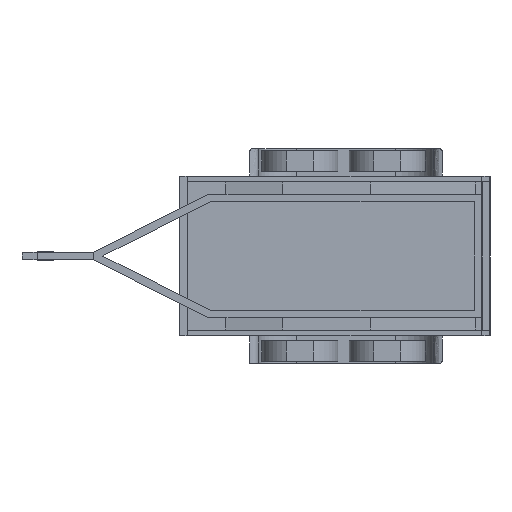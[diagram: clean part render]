
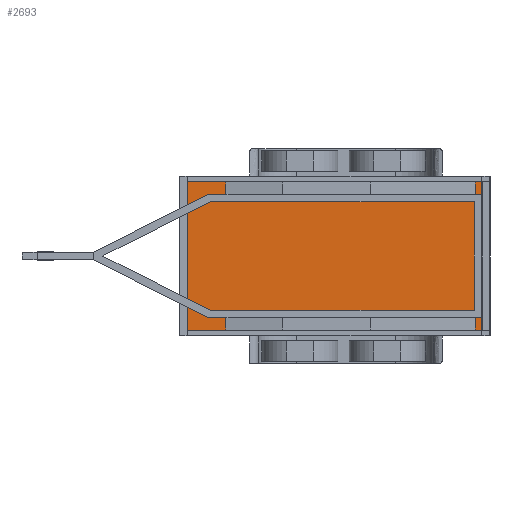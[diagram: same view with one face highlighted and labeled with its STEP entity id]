
A CAD part, front view. The second image highlights one B-rep face of the part: STEP entity #2693.
In plain terms, the highlighted free-form (B-spline) face has degree [1, 1] with [2, 2] control points.
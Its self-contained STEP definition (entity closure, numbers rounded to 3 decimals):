
#1010 = VERTEX_POINT('',#1011);
#1011 = CARTESIAN_POINT('',(-484.23,-353.611,
    -754.625));
#1017 = EDGE_CURVE('',#1010,#1018,#1020,.T.);
#1018 = VERTEX_POINT('',#1019);
#1019 = CARTESIAN_POINT('',(-484.23,-353.611,
    -754.368));
#1020 = B_SPLINE_CURVE_WITH_KNOTS('',1,(#1021,#1022),.UNSPECIFIED.,.F.,
  .F.,(2,2),(-0.218,0.),.PIECEWISE_BEZIER_KNOTS.);
#1021 = CARTESIAN_POINT('',(-484.23,-353.611,
    -754.625));
#1022 = CARTESIAN_POINT('',(-484.23,-353.611,
    -754.368));
#2148 = VERTEX_POINT('',#2149);
#2149 = CARTESIAN_POINT('',(-2153.445,-353.611,
    754.368));
#2165 = VERTEX_POINT('',#2166);
#2166 = CARTESIAN_POINT('',(-2234.811,-353.611,
    754.368));
#2172 = EDGE_CURVE('',#2165,#2148,#2173,.T.);
#2173 = B_SPLINE_CURVE_WITH_KNOTS('',1,(#2174,#2175),.UNSPECIFIED.,.F.,
  .F.,(2,2),(-1895.884,-1826.858),
  .PIECEWISE_BEZIER_KNOTS.);
#2174 = CARTESIAN_POINT('',(-2234.811,-353.611,
    754.368));
#2175 = CARTESIAN_POINT('',(-2153.445,-353.611,
    754.368));
#2188 = VERTEX_POINT('',#2189);
#2189 = CARTESIAN_POINT('',(-484.23,-353.611,
    754.368));
#2203 = VERTEX_POINT('',#2204);
#2204 = CARTESIAN_POINT('',(-562.327,-353.611,
    754.368));
#2210 = EDGE_CURVE('',#2203,#2188,#2211,.T.);
#2211 = B_SPLINE_CURVE_WITH_KNOTS('',1,(#2212,#2213),.UNSPECIFIED.,.F.,
  .F.,(2,2),(-477.046,-410.793),.PIECEWISE_BEZIER_KNOTS.);
#2212 = CARTESIAN_POINT('',(-562.327,-353.611,
    754.368));
#2213 = CARTESIAN_POINT('',(-484.23,-353.611,
    754.368));
#2298 = EDGE_CURVE('',#2299,#2203,#2301,.T.);
#2299 = VERTEX_POINT('',#2300);
#2300 = CARTESIAN_POINT('',(-562.327,-353.611,
    754.625));
#2301 = B_SPLINE_CURVE_WITH_KNOTS('',1,(#2302,#2303),.UNSPECIFIED.,.F.,
  .F.,(2,2),(-0.218,-0.),.PIECEWISE_BEZIER_KNOTS.);
#2302 = CARTESIAN_POINT('',(-562.327,-353.611,
    754.625));
#2303 = CARTESIAN_POINT('',(-562.327,-353.611,
    754.368));
#2371 = VERTEX_POINT('',#2372);
#2372 = CARTESIAN_POINT('',(-2153.445,-353.611,
    754.625));
#2378 = EDGE_CURVE('',#2148,#2371,#2379,.T.);
#2379 = B_SPLINE_CURVE_WITH_KNOTS('',1,(#2380,#2381),.UNSPECIFIED.,.F.,
  .F.,(2,2),(0.,0.218),.PIECEWISE_BEZIER_KNOTS.);
#2380 = CARTESIAN_POINT('',(-2153.445,-353.611,
    754.368));
#2381 = CARTESIAN_POINT('',(-2153.445,-353.611,
    754.625));
#2491 = VERTEX_POINT('',#2492);
#2492 = CARTESIAN_POINT('',(-2234.811,-353.611,
    754.625));
#2498 = EDGE_CURVE('',#2165,#2491,#2499,.T.);
#2499 = B_SPLINE_CURVE_WITH_KNOTS('',1,(#2500,#2501),.UNSPECIFIED.,.F.,
  .F.,(2,2),(0.,0.218),.PIECEWISE_BEZIER_KNOTS.);
#2500 = CARTESIAN_POINT('',(-2234.811,-353.611,
    754.368));
#2501 = CARTESIAN_POINT('',(-2234.811,-353.611,
    754.625));
#2563 = EDGE_CURVE('',#2564,#2188,#2566,.T.);
#2564 = VERTEX_POINT('',#2565);
#2565 = CARTESIAN_POINT('',(-484.23,-353.611,
    754.625));
#2566 = B_SPLINE_CURVE_WITH_KNOTS('',1,(#2567,#2568),.UNSPECIFIED.,.F.,
  .F.,(2,2),(-0.218,-0.),.PIECEWISE_BEZIER_KNOTS.);
#2567 = CARTESIAN_POINT('',(-484.23,-353.611,
    754.625));
#2568 = CARTESIAN_POINT('',(-484.23,-353.611,
    754.368));
#2684 = EDGE_CURVE('',#2371,#2299,#2685,.T.);
#2685 = B_SPLINE_CURVE_WITH_KNOTS('',1,(#2686,#2687),.UNSPECIFIED.,.F.,
  .F.,(2,2),(660.639,2010.451),
  .PIECEWISE_BEZIER_KNOTS.);
#2686 = CARTESIAN_POINT('',(-2153.445,-353.611,
    754.625));
#2687 = CARTESIAN_POINT('',(-562.327,-353.611,
    754.625));
#2693 = ADVANCED_FACE('',(#2694),#2784,.T.);
#2694 = FACE_BOUND('',#2695,.T.);
#2695 = EDGE_LOOP('',(#2696,#2697,#2698,#2699,#2706,#2713,#2720,#2727,
    #2734,#2741,#2748,#2755,#2760,#2761,#2768,#2775,#2780,#2781,#2782,
    #2783));
#2696 = ORIENTED_EDGE('',*,*,#2378,.F.);
#2697 = ORIENTED_EDGE('',*,*,#2172,.F.);
#2698 = ORIENTED_EDGE('',*,*,#2498,.T.);
#2699 = ORIENTED_EDGE('',*,*,#2700,.F.);
#2700 = EDGE_CURVE('',#2701,#2491,#2703,.T.);
#2701 = VERTEX_POINT('',#2702);
#2702 = CARTESIAN_POINT('',(-2932.186,-353.611,
    754.625));
#2703 = B_SPLINE_CURVE_WITH_KNOTS('',1,(#2704,#2705),.UNSPECIFIED.,.F.,
  .F.,(2,2),(0.,591.613),.PIECEWISE_BEZIER_KNOTS.);
#2704 = CARTESIAN_POINT('',(-2932.186,-353.611,
    754.625));
#2705 = CARTESIAN_POINT('',(-2234.811,-353.611,
    754.625));
#2706 = ORIENTED_EDGE('',*,*,#2707,.F.);
#2707 = EDGE_CURVE('',#2708,#2701,#2710,.T.);
#2708 = VERTEX_POINT('',#2709);
#2709 = CARTESIAN_POINT('',(-2932.186,-353.611,
    -754.625));
#2710 = B_SPLINE_CURVE_WITH_KNOTS('',1,(#2711,#2712),.UNSPECIFIED.,.F.,
  .F.,(2,2),(1865.388,3145.748),
  .PIECEWISE_BEZIER_KNOTS.);
#2711 = CARTESIAN_POINT('',(-2932.186,-353.611,
    -754.625));
#2712 = CARTESIAN_POINT('',(-2932.186,-353.611,
    754.625));
#2713 = ORIENTED_EDGE('',*,*,#2714,.T.);
#2714 = EDGE_CURVE('',#2708,#2715,#2717,.T.);
#2715 = VERTEX_POINT('',#2716);
#2716 = CARTESIAN_POINT('',(-2234.811,-353.611,
    -754.625));
#2717 = B_SPLINE_CURVE_WITH_KNOTS('',1,(#2718,#2719),.UNSPECIFIED.,.F.,
  .F.,(2,2),(0.,591.613),.PIECEWISE_BEZIER_KNOTS.);
#2718 = CARTESIAN_POINT('',(-2932.186,-353.611,
    -754.625));
#2719 = CARTESIAN_POINT('',(-2234.811,-353.611,
    -754.625));
#2720 = ORIENTED_EDGE('',*,*,#2721,.F.);
#2721 = EDGE_CURVE('',#2722,#2715,#2724,.T.);
#2722 = VERTEX_POINT('',#2723);
#2723 = CARTESIAN_POINT('',(-2234.811,-353.611,
    -754.368));
#2724 = B_SPLINE_CURVE_WITH_KNOTS('',1,(#2725,#2726),.UNSPECIFIED.,.F.,
  .F.,(2,2),(0.,0.218),.PIECEWISE_BEZIER_KNOTS.);
#2725 = CARTESIAN_POINT('',(-2234.811,-353.611,
    -754.368));
#2726 = CARTESIAN_POINT('',(-2234.811,-353.611,
    -754.625));
#2727 = ORIENTED_EDGE('',*,*,#2728,.T.);
#2728 = EDGE_CURVE('',#2722,#2729,#2731,.T.);
#2729 = VERTEX_POINT('',#2730);
#2730 = CARTESIAN_POINT('',(-2153.445,-353.611,
    -754.368));
#2731 = B_SPLINE_CURVE_WITH_KNOTS('',1,(#2732,#2733),.UNSPECIFIED.,.F.,
  .F.,(2,2),(-1895.884,-1826.858),
  .PIECEWISE_BEZIER_KNOTS.);
#2732 = CARTESIAN_POINT('',(-2234.811,-353.611,
    -754.368));
#2733 = CARTESIAN_POINT('',(-2153.445,-353.611,
    -754.368));
#2734 = ORIENTED_EDGE('',*,*,#2735,.T.);
#2735 = EDGE_CURVE('',#2729,#2736,#2738,.T.);
#2736 = VERTEX_POINT('',#2737);
#2737 = CARTESIAN_POINT('',(-2153.445,-353.611,
    -754.625));
#2738 = B_SPLINE_CURVE_WITH_KNOTS('',1,(#2739,#2740),.UNSPECIFIED.,.F.,
  .F.,(2,2),(0.,0.218),.PIECEWISE_BEZIER_KNOTS.);
#2739 = CARTESIAN_POINT('',(-2153.445,-353.611,
    -754.368));
#2740 = CARTESIAN_POINT('',(-2153.445,-353.611,
    -754.625));
#2741 = ORIENTED_EDGE('',*,*,#2742,.T.);
#2742 = EDGE_CURVE('',#2736,#2743,#2745,.T.);
#2743 = VERTEX_POINT('',#2744);
#2744 = CARTESIAN_POINT('',(-562.327,-353.611,
    -754.625));
#2745 = B_SPLINE_CURVE_WITH_KNOTS('',1,(#2746,#2747),.UNSPECIFIED.,.F.,
  .F.,(2,2),(660.639,2010.451),
  .PIECEWISE_BEZIER_KNOTS.);
#2746 = CARTESIAN_POINT('',(-2153.445,-353.611,
    -754.625));
#2747 = CARTESIAN_POINT('',(-562.327,-353.611,
    -754.625));
#2748 = ORIENTED_EDGE('',*,*,#2749,.T.);
#2749 = EDGE_CURVE('',#2743,#2750,#2752,.T.);
#2750 = VERTEX_POINT('',#2751);
#2751 = CARTESIAN_POINT('',(-562.327,-353.611,
    -754.368));
#2752 = B_SPLINE_CURVE_WITH_KNOTS('',1,(#2753,#2754),.UNSPECIFIED.,.F.,
  .F.,(2,2),(-0.218,0.),.PIECEWISE_BEZIER_KNOTS.);
#2753 = CARTESIAN_POINT('',(-562.327,-353.611,
    -754.625));
#2754 = CARTESIAN_POINT('',(-562.327,-353.611,
    -754.368));
#2755 = ORIENTED_EDGE('',*,*,#2756,.T.);
#2756 = EDGE_CURVE('',#2750,#1018,#2757,.T.);
#2757 = B_SPLINE_CURVE_WITH_KNOTS('',1,(#2758,#2759),.UNSPECIFIED.,.F.,
  .F.,(2,2),(-477.046,-410.793),.PIECEWISE_BEZIER_KNOTS.);
#2758 = CARTESIAN_POINT('',(-562.327,-353.611,
    -754.368));
#2759 = CARTESIAN_POINT('',(-484.23,-353.611,
    -754.368));
#2760 = ORIENTED_EDGE('',*,*,#1017,.F.);
#2761 = ORIENTED_EDGE('',*,*,#2762,.T.);
#2762 = EDGE_CURVE('',#1010,#2763,#2765,.T.);
#2763 = VERTEX_POINT('',#2764);
#2764 = CARTESIAN_POINT('',(0.057,-353.611,
    -754.625));
#2765 = B_SPLINE_CURVE_WITH_KNOTS('',1,(#2766,#2767),.UNSPECIFIED.,.F.,
  .F.,(2,2),(2076.704,2487.545),
  .PIECEWISE_BEZIER_KNOTS.);
#2766 = CARTESIAN_POINT('',(-484.23,-353.611,
    -754.625));
#2767 = CARTESIAN_POINT('',(0.057,-353.611,
    -754.625));
#2768 = ORIENTED_EDGE('',*,*,#2769,.T.);
#2769 = EDGE_CURVE('',#2763,#2770,#2772,.T.);
#2770 = VERTEX_POINT('',#2771);
#2771 = CARTESIAN_POINT('',(0.057,-353.611,
    754.625));
#2772 = B_SPLINE_CURVE_WITH_KNOTS('',1,(#2773,#2774),.UNSPECIFIED.,.F.,
  .F.,(2,2),(1865.388,3145.748),
  .PIECEWISE_BEZIER_KNOTS.);
#2773 = CARTESIAN_POINT('',(0.057,-353.611,
    -754.625));
#2774 = CARTESIAN_POINT('',(0.057,-353.611,
    754.625));
#2775 = ORIENTED_EDGE('',*,*,#2776,.F.);
#2776 = EDGE_CURVE('',#2564,#2770,#2777,.T.);
#2777 = B_SPLINE_CURVE_WITH_KNOTS('',1,(#2778,#2779),.UNSPECIFIED.,.F.,
  .F.,(2,2),(2076.704,2487.545),
  .PIECEWISE_BEZIER_KNOTS.);
#2778 = CARTESIAN_POINT('',(-484.23,-353.611,
    754.625));
#2779 = CARTESIAN_POINT('',(0.057,-353.611,
    754.625));
#2780 = ORIENTED_EDGE('',*,*,#2563,.T.);
#2781 = ORIENTED_EDGE('',*,*,#2210,.F.);
#2782 = ORIENTED_EDGE('',*,*,#2298,.F.);
#2783 = ORIENTED_EDGE('',*,*,#2684,.F.);
#2784 = B_SPLINE_SURFACE_WITH_KNOTS('',1,1,(
    (#2785,#2786)
    ,(#2787,#2788
    )),.UNSPECIFIED.,.F.,.F.,.F.,(2,2),(2,2),(-3145.748,
    -1865.388),(0.,2487.545),
  .PIECEWISE_BEZIER_KNOTS.);
#2785 = CARTESIAN_POINT('',(-2932.186,-353.611,
    754.625));
#2786 = CARTESIAN_POINT('',(0.057,-353.611,
    754.625));
#2787 = CARTESIAN_POINT('',(-2932.186,-353.611,
    -754.625));
#2788 = CARTESIAN_POINT('',(0.057,-353.611,
    -754.625));
